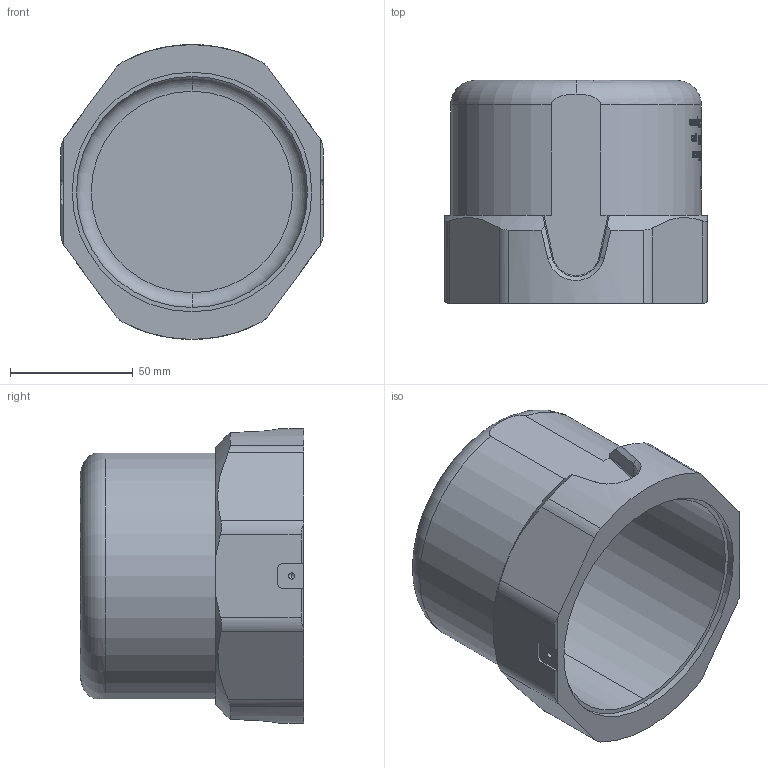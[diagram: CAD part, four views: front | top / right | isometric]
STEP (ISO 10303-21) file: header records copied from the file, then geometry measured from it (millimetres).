
FILE_DESCRIPTION (( 'STEP AP203' ), '1' );
FILE_NAME ('600501 D Bucket 625ml.STEP', '2022-05-24T11:58:48', ( '' ), ( '' ), 'SwSTEP 2.0', 'SolidWorks 2021', '' );
FILE_SCHEMA (( 'CONFIG_CONTROL_DESIGN' ));
Length unit declared in the file: millimetre
Products named in the file (1): 600501 D Bucket 625ml
Bounding box: 106.8 x 90.8 x 120 mm (x, y, z)
Volume: 208353.8 mm3; surface area: 73944.8 mm2
Topology: 1 solids, 1 shells, 166 faces, 923 edges, 846 vertices
Faces by surface type: cylinder 114, plane 32, cone 8, torus 6, bspline 6
Entity records: 21911 total; most frequent: CARTESIAN_POINT 15085, ORIENTED_EDGE 1846, EDGE_CURVE 923, DIRECTION 863, VERTEX_POINT 846, B_SPLINE_CURVE_WITH_KNOTS 562, AXIS2_PLACEMENT_3D 349, EDGE_LOOP 253
